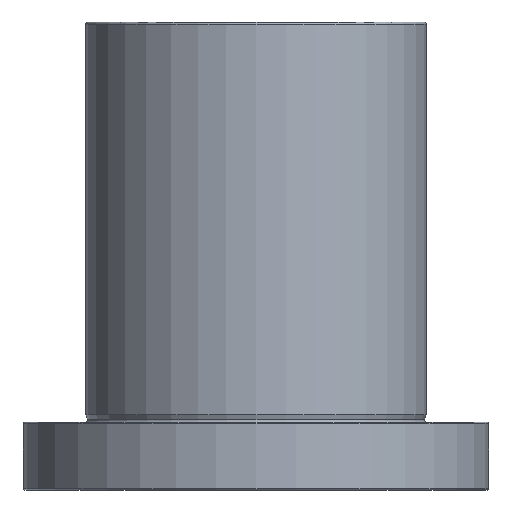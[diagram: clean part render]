
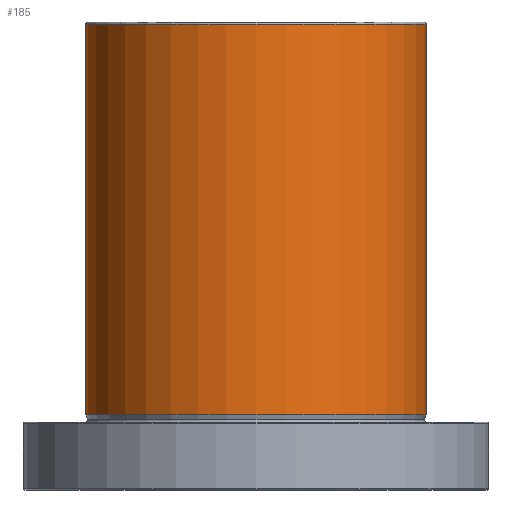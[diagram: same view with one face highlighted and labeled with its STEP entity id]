
A CAD part, front view. The second image highlights one B-rep face of the part: STEP entity #185.
In plain terms, the highlighted cylindrical face has radius 59.991 mm (diameter 119.982 mm), a partial arc.
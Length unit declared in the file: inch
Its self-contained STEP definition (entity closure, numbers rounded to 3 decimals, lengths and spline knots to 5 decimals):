
#1 = CARTESIAN_POINT ( 'NONE',  ( 0., 0., 6.4882 ) ) ;
#77 = EDGE_CURVE ( 'NONE', #1187, #1683, #1402, .T. ) ;
#122 = VERTEX_POINT ( 'NONE', #888 ) ;
#125 = VECTOR ( 'NONE', #1392, 39.37008 ) ;
#131 = CYLINDRICAL_SURFACE ( 'NONE', #189, 2.36185 ) ;
#136 = CARTESIAN_POINT ( 'NONE',  ( -2.36185, 0., 6.4562 ) ) ;
#148 = LINE ( 'NONE', #1315, #1711 ) ;
#151 = EDGE_LOOP ( 'NONE', ( #796, #1219, #1398, #1081 ) ) ;
#185 = ADVANCED_FACE ( 'NONE', ( #265 ), #131, .T. ) ;
#189 = AXIS2_PLACEMENT_3D ( 'NONE', #1, #1322, #540 ) ;
#260 = CARTESIAN_POINT ( 'NONE',  ( 0., 0., 1.04633 ) ) ;
#261 = EDGE_CURVE ( 'NONE', #122, #1187, #148, .T. ) ;
#265 = FACE_OUTER_BOUND ( 'NONE', #151, .T. ) ;
#369 = DIRECTION ( 'NONE',  ( 0., 0., 1. ) ) ;
#437 = AXIS2_PLACEMENT_3D ( 'NONE', #260, #1076, #816 ) ;
#540 = DIRECTION ( 'NONE',  ( 1., 0., 0. ) ) ;
#681 = CARTESIAN_POINT ( 'NONE',  ( 2.36185, 0., 6.4562 ) ) ;
#778 = CARTESIAN_POINT ( 'NONE',  ( 0., 0., 6.4562 ) ) ;
#796 = ORIENTED_EDGE ( 'NONE', *, *, #261, .F. ) ;
#804 = AXIS2_PLACEMENT_3D ( 'NONE', #778, #369, #1408 ) ;
#816 = DIRECTION ( 'NONE',  ( 1., 0., 0. ) ) ;
#827 = EDGE_CURVE ( 'NONE', #1598, #1683, #1022, .T. ) ;
#888 = CARTESIAN_POINT ( 'NONE',  ( -2.36185, 0., 1.04633 ) ) ;
#1011 = CARTESIAN_POINT ( 'NONE',  ( 2.36185, 0., 6.4882 ) ) ;
#1022 = LINE ( 'NONE', #1011, #125 ) ;
#1060 = DIRECTION ( 'NONE',  ( 0., 0., 1. ) ) ;
#1076 = DIRECTION ( 'NONE',  ( 0., 0., 1. ) ) ;
#1081 = ORIENTED_EDGE ( 'NONE', *, *, #77, .F. ) ;
#1175 = CIRCLE ( 'NONE', #437, 2.36185 ) ;
#1187 = VERTEX_POINT ( 'NONE', #136 ) ;
#1219 = ORIENTED_EDGE ( 'NONE', *, *, #1257, .T. ) ;
#1257 = EDGE_CURVE ( 'NONE', #122, #1598, #1175, .T. ) ;
#1315 = CARTESIAN_POINT ( 'NONE',  ( -2.36185, 0., 6.4882 ) ) ;
#1318 = CARTESIAN_POINT ( 'NONE',  ( 2.36185, 0., 1.04633 ) ) ;
#1322 = DIRECTION ( 'NONE',  ( 0., 0., 1. ) ) ;
#1392 = DIRECTION ( 'NONE',  ( 0., 0., 1. ) ) ;
#1398 = ORIENTED_EDGE ( 'NONE', *, *, #827, .T. ) ;
#1402 = CIRCLE ( 'NONE', #804, 2.36185 ) ;
#1408 = DIRECTION ( 'NONE',  ( 1., 0., 0. ) ) ;
#1598 = VERTEX_POINT ( 'NONE', #1318 ) ;
#1683 = VERTEX_POINT ( 'NONE', #681 ) ;
#1711 = VECTOR ( 'NONE', #1060, 39.37008 ) ;
